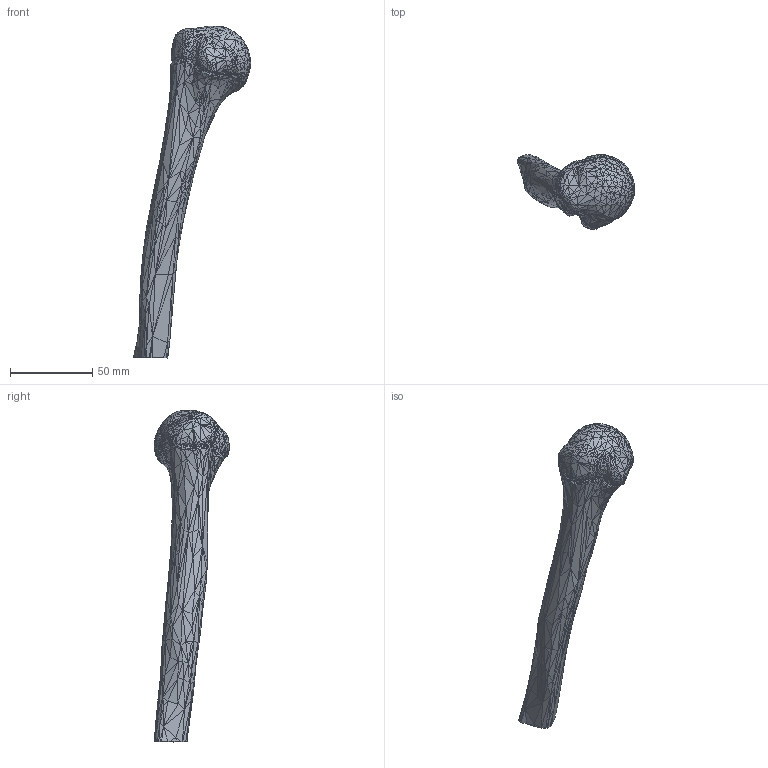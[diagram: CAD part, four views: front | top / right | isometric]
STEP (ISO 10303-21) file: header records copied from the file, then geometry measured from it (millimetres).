
FILE_DESCRIPTION(/* description */ ('STEP AP242','CAx-IF Rec.Pracs.---Representation and Presentation of Product Manufacturing Information (PMI)---4.0---2014-10-13','CAx-IF Rec.Pracs.---3D Tessellated Geometry---0.4---2014-09-14','2;1'),/* implementation_level */ '2;1');
FILE_NAME(/* name */ '671ca89c2e458377ea47419c',/* time_stamp */ '2024-10-26T08:30:22Z',/* author */ (''),/* organization */ (''),/* preprocessor_version */ 'ST-DEVELOPER v20',/* originating_system */ ' ',/* authorisation */ ' ');
FILE_SCHEMA (('AP242_MANAGED_MODEL_BASED_3D_ENGINEERING_MIM_LF { 1 0 10303 442 1 1 4 }'));
Length unit declared in the file: metre
Products named in the file (1): Humerus Bone H004210 file stl free download 3D Model for CNC and 3d p
rinter
Bounding box: 71.32 x 45.95 x 201.89 mm (x, y, z)
Volume: 109456.1 mm3; surface area: 17992.6 mm2
Topology: 1 solids, 1 shells, 2523 faces, 3815 edges, 1294 vertices
Faces by surface type: plane 2523
Entity records: 49507 total; most frequent: DIRECTION 8863, CARTESIAN_POINT 7633, ORIENTED_EDGE 7630, EDGE_CURVE 3815, LINE 3815, VECTOR 3815, AXIS2_PLACEMENT_3D 2524, EDGE_LOOP 2523
